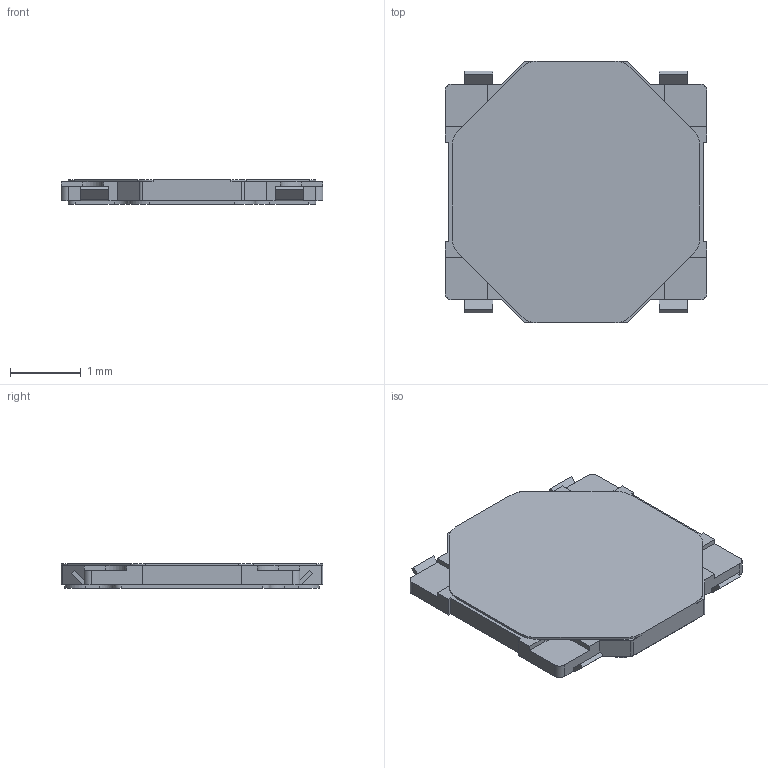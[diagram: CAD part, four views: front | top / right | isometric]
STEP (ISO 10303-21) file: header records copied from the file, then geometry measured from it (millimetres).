
FILE_DESCRIPTION((''),'2;1');
FILE_NAME('CU97M01540FP','2014-03-13T',('eric.riffaud'),(''),'PRO/ENGINEER BY PARAMETRIC TECHNOLOGY CORPORATION, 2013320','PRO/ENGINEER BY PARAMETRIC TECHNOLOGY CORPORATION, 2013320','');
FILE_SCHEMA(('CONFIG_CONTROL_DESIGN'));
Length unit declared in the file: millimetre
Products named in the file (1): CU97M01540FP
Bounding box: 3.7 x 3.7 x 0.35 mm (x, y, z)
Volume: 3.1 mm3; surface area: 55.4 mm2
Topology: 1 solids, 14 shells, 331 faces, 925 edges, 639 vertices
Faces by surface type: plane 215, cylinder 102, cone 6, torus 4, sphere 2, bspline 2
Entity records: 10999 total; most frequent: CARTESIAN_POINT 2122, DIRECTION 1878, ORIENTED_EDGE 1850, EDGE_CURVE 925, AXIS2_PLACEMENT_3D 656, VERTEX_POINT 639, VECTOR 566, LINE 566
